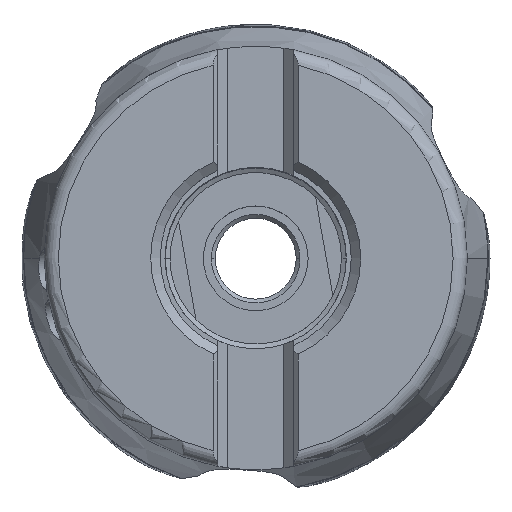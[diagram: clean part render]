
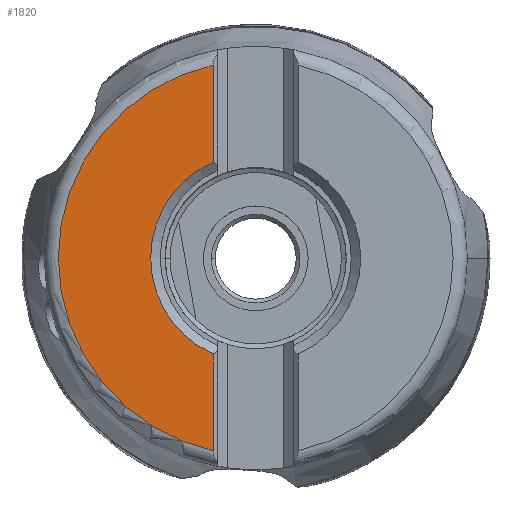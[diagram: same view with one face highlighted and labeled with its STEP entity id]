
A CAD part, top view. The second image highlights one B-rep face of the part: STEP entity #1820.
In plain terms, the highlighted planar face has unit normal (0, 0, 1).
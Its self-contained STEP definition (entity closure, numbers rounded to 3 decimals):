
#329=LINE('',#26375,#654);
#346=LINE('',#26529,#671);
#654=VECTOR('',#10955,1.);
#671=VECTOR('',#11044,1.);
#1346=FACE_OUTER_BOUND('',#2480,.T.);
#1820=ADVANCED_FACE('',(#1346),#2105,.T.);
#2105=PLANE('',#9399);
#2480=EDGE_LOOP('',(#5412,#5413,#5414,#5415));
#3414=CIRCLE('',#9360,20.725);
#3430=CIRCLE('',#9396,11.025);
#5412=ORIENTED_EDGE('',*,*,#8200,.F.);
#5413=ORIENTED_EDGE('',*,*,#8248,.T.);
#5414=ORIENTED_EDGE('',*,*,#8246,.F.);
#5415=ORIENTED_EDGE('',*,*,#8202,.F.);
#7034=VERTEX_POINT('',#26361);
#7035=VERTEX_POINT('',#26363);
#7036=VERTEX_POINT('',#26376);
#7062=VERTEX_POINT('',#26521);
#8200=EDGE_CURVE('',#7034,#7035,#3414,.T.);
#8202=EDGE_CURVE('',#7035,#7036,#329,.T.);
#8246=EDGE_CURVE('',#7036,#7062,#3430,.T.);
#8248=EDGE_CURVE('',#7034,#7062,#346,.T.);
#9360=AXIS2_PLACEMENT_3D('',#26362,#10951,#10952);
#9396=AXIS2_PLACEMENT_3D('',#26520,#11040,#11041);
#9399=AXIS2_PLACEMENT_3D('',#26531,#11047,#11048);
#10951=DIRECTION('',(0.,0.,-1.));
#10952=DIRECTION('',(-0.216,-0.976,0.));
#10955=DIRECTION('',(0.,-1.,0.));
#11040=DIRECTION('',(0.,0.,1.));
#11041=DIRECTION('',(-0.405,0.914,0.));
#11044=DIRECTION('',(0.,1.,0.));
#11047=DIRECTION('',(0.,0.,1.));
#11048=DIRECTION('',(-1.,0.,0.));
#26361=CARTESIAN_POINT('',(-4.47,-20.237,0.));
#26362=CARTESIAN_POINT('',(0.,0.,0.));
#26363=CARTESIAN_POINT('',(-4.47,20.237,0.));
#26375=CARTESIAN_POINT('',(-4.47,20.237,0.));
#26376=CARTESIAN_POINT('',(-4.47,10.078,0.));
#26520=CARTESIAN_POINT('',(0.,0.,0.));
#26521=CARTESIAN_POINT('',(-4.47,-10.078,0.));
#26529=CARTESIAN_POINT('',(-4.47,-20.237,0.));
#26531=CARTESIAN_POINT('',(-12.599,0.,0.));
